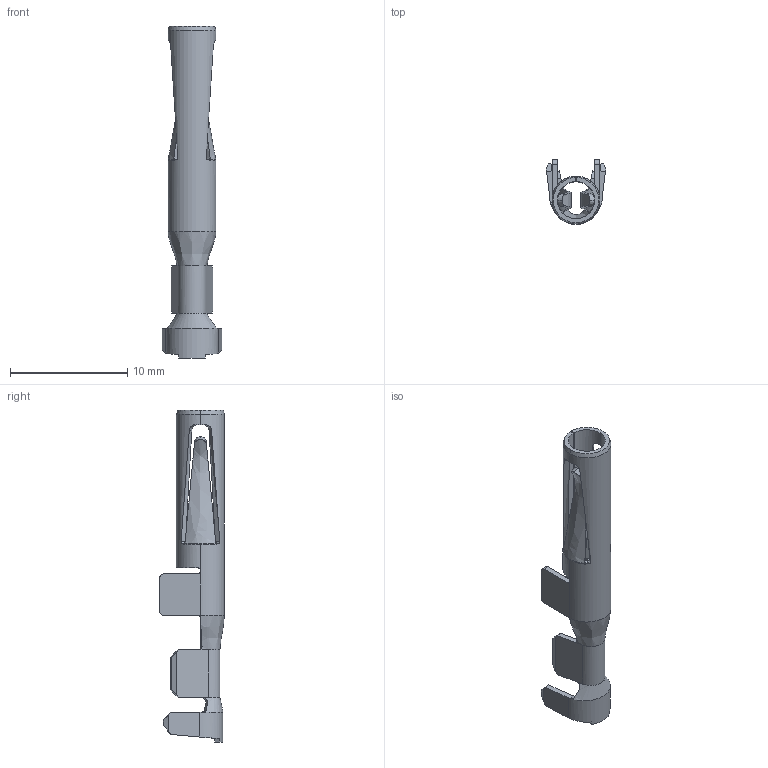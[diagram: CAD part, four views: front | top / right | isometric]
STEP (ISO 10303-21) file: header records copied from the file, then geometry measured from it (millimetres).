
FILE_DESCRIPTION (( 'STEP AP203' ), '1' );
FILE_NAME ('09424.STEP', '2015-02-05T14:31:47', ( '' ), ( '' ), 'SwSTEP 2.0', 'SolidWorks 2014', '' );
FILE_SCHEMA (( 'CONFIG_CONTROL_DESIGN' ));
Length unit declared in the file: inch
Products named in the file (1): 09424
Bounding box: 5.08 x 5.52 x 28.32 mm (x, y, z)
Volume: 116.4 mm3; surface area: 607.7 mm2
Topology: 1 solids, 1 shells, 163 faces, 454 edges, 289 vertices
Faces by surface type: plane 82, bspline 48, cylinder 24, cone 9
Entity records: 7563 total; most frequent: CARTESIAN_POINT 3767, ORIENTED_EDGE 908, DIRECTION 583, EDGE_CURVE 454, VERTEX_POINT 289, VECTOR 225, LINE 225, AXIS2_PLACEMENT_3D 179
